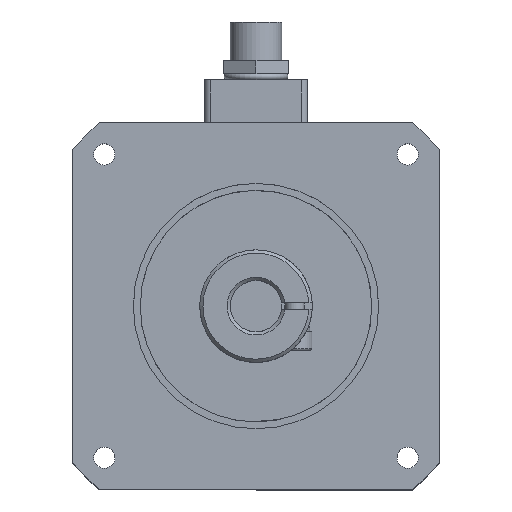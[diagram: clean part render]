
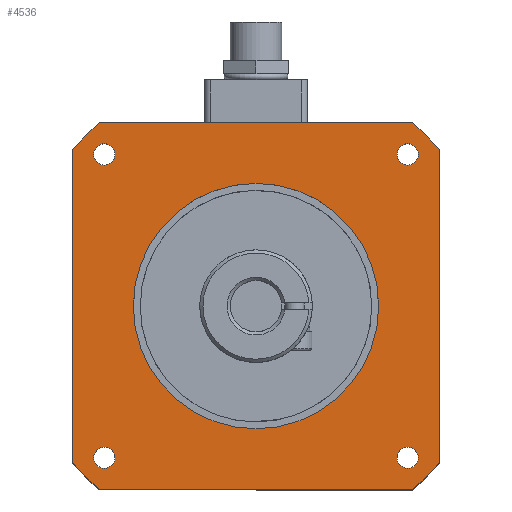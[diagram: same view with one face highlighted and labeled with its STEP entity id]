
A CAD part, top view. The second image highlights one B-rep face of the part: STEP entity #4536.
In plain terms, the highlighted planar face has unit normal (0, 0, 1).
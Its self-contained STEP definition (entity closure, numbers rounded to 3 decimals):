
#158=PLANE('',#5029);
#237=FACE_BOUND('',#753,.T.);
#238=FACE_BOUND('',#754,.T.);
#239=FACE_BOUND('',#755,.T.);
#240=FACE_BOUND('',#756,.T.);
#241=FACE_BOUND('',#757,.T.);
#459=FACE_OUTER_BOUND('',#752,.T.);
#752=EDGE_LOOP('',(#3881,#3882,#3883,#3884,#3885,#3886,#3887,#3888));
#753=EDGE_LOOP('',(#3889,#3890));
#754=EDGE_LOOP('',(#3891,#3892));
#755=EDGE_LOOP('',(#3893,#3894));
#756=EDGE_LOOP('',(#3895,#3896));
#757=EDGE_LOOP('',(#3897,#3898));
#1047=CIRCLE('',#5005,37.5);
#1049=CIRCLE('',#5009,37.5);
#1051=CIRCLE('',#5013,37.5);
#1053=CIRCLE('',#5017,37.5);
#1064=CIRCLE('',#5030,19.075);
#1065=CIRCLE('',#5031,19.075);
#1066=CIRCLE('',#5032,1.65);
#1067=CIRCLE('',#5033,1.65);
#1068=CIRCLE('',#5034,1.65);
#1069=CIRCLE('',#5035,1.65);
#1070=CIRCLE('',#5036,1.65);
#1071=CIRCLE('',#5037,1.65);
#1072=CIRCLE('',#5038,1.65);
#1073=CIRCLE('',#5039,1.65);
#1412=LINE('',#7668,#1753);
#1416=LINE('',#7680,#1757);
#1420=LINE('',#7692,#1761);
#1424=LINE('',#7704,#1765);
#1753=VECTOR('',#6212,1000.);
#1757=VECTOR('',#6224,1000.);
#1761=VECTOR('',#6236,1000.);
#1765=VECTOR('',#6248,1000.);
#2175=VERTEX_POINT('',#7665);
#2176=VERTEX_POINT('',#7667);
#2178=VERTEX_POINT('',#7673);
#2180=VERTEX_POINT('',#7679);
#2182=VERTEX_POINT('',#7685);
#2184=VERTEX_POINT('',#7691);
#2186=VERTEX_POINT('',#7697);
#2188=VERTEX_POINT('',#7703);
#2199=VERTEX_POINT('',#7731);
#2200=VERTEX_POINT('',#7732);
#2201=VERTEX_POINT('',#7735);
#2202=VERTEX_POINT('',#7736);
#2203=VERTEX_POINT('',#7739);
#2204=VERTEX_POINT('',#7740);
#2205=VERTEX_POINT('',#7743);
#2206=VERTEX_POINT('',#7744);
#2207=VERTEX_POINT('',#7747);
#2208=VERTEX_POINT('',#7748);
#2771=EDGE_CURVE('',#2176,#2175,#1412,.T.);
#2774=EDGE_CURVE('',#2178,#2176,#1047,.T.);
#2777=EDGE_CURVE('',#2180,#2178,#1416,.T.);
#2780=EDGE_CURVE('',#2182,#2180,#1049,.T.);
#2783=EDGE_CURVE('',#2184,#2182,#1420,.T.);
#2786=EDGE_CURVE('',#2186,#2184,#1051,.T.);
#2789=EDGE_CURVE('',#2188,#2186,#1424,.T.);
#2792=EDGE_CURVE('',#2175,#2188,#1053,.T.);
#2803=EDGE_CURVE('',#2199,#2200,#1064,.T.);
#2804=EDGE_CURVE('',#2200,#2199,#1065,.T.);
#2805=EDGE_CURVE('',#2201,#2202,#1066,.T.);
#2806=EDGE_CURVE('',#2202,#2201,#1067,.T.);
#2807=EDGE_CURVE('',#2203,#2204,#1068,.T.);
#2808=EDGE_CURVE('',#2204,#2203,#1069,.T.);
#2809=EDGE_CURVE('',#2205,#2206,#1070,.T.);
#2810=EDGE_CURVE('',#2206,#2205,#1071,.T.);
#2811=EDGE_CURVE('',#2207,#2208,#1072,.T.);
#2812=EDGE_CURVE('',#2208,#2207,#1073,.T.);
#3881=ORIENTED_EDGE('',*,*,#2792,.T.);
#3882=ORIENTED_EDGE('',*,*,#2789,.T.);
#3883=ORIENTED_EDGE('',*,*,#2786,.T.);
#3884=ORIENTED_EDGE('',*,*,#2783,.T.);
#3885=ORIENTED_EDGE('',*,*,#2780,.T.);
#3886=ORIENTED_EDGE('',*,*,#2777,.T.);
#3887=ORIENTED_EDGE('',*,*,#2774,.T.);
#3888=ORIENTED_EDGE('',*,*,#2771,.T.);
#3889=ORIENTED_EDGE('',*,*,#2803,.F.);
#3890=ORIENTED_EDGE('',*,*,#2804,.F.);
#3891=ORIENTED_EDGE('',*,*,#2805,.F.);
#3892=ORIENTED_EDGE('',*,*,#2806,.F.);
#3893=ORIENTED_EDGE('',*,*,#2807,.F.);
#3894=ORIENTED_EDGE('',*,*,#2808,.F.);
#3895=ORIENTED_EDGE('',*,*,#2809,.F.);
#3896=ORIENTED_EDGE('',*,*,#2810,.F.);
#3897=ORIENTED_EDGE('',*,*,#2811,.F.);
#3898=ORIENTED_EDGE('',*,*,#2812,.F.);
#4536=ADVANCED_FACE('',(#459,#237,#238,#239,#240,#241),#158,.T.);
#5005=AXIS2_PLACEMENT_3D('',#7674,#6218,#6219);
#5009=AXIS2_PLACEMENT_3D('',#7686,#6230,#6231);
#5013=AXIS2_PLACEMENT_3D('',#7698,#6242,#6243);
#5017=AXIS2_PLACEMENT_3D('',#7708,#6254,#6255);
#5029=AXIS2_PLACEMENT_3D('',#7730,#6278,#6279);
#5030=AXIS2_PLACEMENT_3D('',#7733,#6280,#6281);
#5031=AXIS2_PLACEMENT_3D('',#7734,#6282,#6283);
#5032=AXIS2_PLACEMENT_3D('',#7737,#6284,#6285);
#5033=AXIS2_PLACEMENT_3D('',#7738,#6286,#6287);
#5034=AXIS2_PLACEMENT_3D('',#7741,#6288,#6289);
#5035=AXIS2_PLACEMENT_3D('',#7742,#6290,#6291);
#5036=AXIS2_PLACEMENT_3D('',#7745,#6292,#6293);
#5037=AXIS2_PLACEMENT_3D('',#7746,#6294,#6295);
#5038=AXIS2_PLACEMENT_3D('',#7749,#6296,#6297);
#5039=AXIS2_PLACEMENT_3D('',#7750,#6298,#6299);
#6212=DIRECTION('',(0.,-1.,0.));
#6218=DIRECTION('center_axis',(0.,0.,
1.));
#6219=DIRECTION('ref_axis',(-1.,0.,0.));
#6224=DIRECTION('',(-1.,0.,0.));
#6230=DIRECTION('center_axis',(0.,0.,
1.));
#6231=DIRECTION('ref_axis',(-1.,0.,0.));
#6236=DIRECTION('',(0.,1.,0.));
#6242=DIRECTION('center_axis',(0.,0.,
1.));
#6243=DIRECTION('ref_axis',(-1.,0.,0.));
#6248=DIRECTION('',(1.,0.,0.));
#6254=DIRECTION('center_axis',(0.,0.,
1.));
#6255=DIRECTION('ref_axis',(-1.,0.,0.));
#6278=DIRECTION('center_axis',(0.,0.,
1.));
#6279=DIRECTION('ref_axis',(-1.,0.,0.));
#6280=DIRECTION('center_axis',(0.,0.,
1.));
#6281=DIRECTION('ref_axis',(-1.,0.,0.));
#6282=DIRECTION('center_axis',(0.,0.,
1.));
#6283=DIRECTION('ref_axis',(-1.,0.,0.));
#6284=DIRECTION('center_axis',(0.,0.,
1.));
#6285=DIRECTION('ref_axis',(0.,-1.,0.));
#6286=DIRECTION('center_axis',(0.,0.,
1.));
#6287=DIRECTION('ref_axis',(0.,-1.,0.));
#6288=DIRECTION('center_axis',(0.,0.,
1.));
#6289=DIRECTION('ref_axis',(1.,0.,0.));
#6290=DIRECTION('center_axis',(0.,0.,
1.));
#6291=DIRECTION('ref_axis',(1.,0.,0.));
#6292=DIRECTION('center_axis',(0.,0.,
1.));
#6293=DIRECTION('ref_axis',(0.,1.,0.));
#6294=DIRECTION('center_axis',(0.,0.,
1.));
#6295=DIRECTION('ref_axis',(0.,1.,0.));
#6296=DIRECTION('center_axis',(0.,0.,
1.));
#6297=DIRECTION('ref_axis',(-1.,0.,0.));
#6298=DIRECTION('center_axis',(0.,0.,
1.));
#6299=DIRECTION('ref_axis',(-1.,0.,0.));
#7665=CARTESIAN_POINT('',(11.897,11.632,94.989));
#7667=CARTESIAN_POINT('',(11.897,60.376,94.989));
#7668=CARTESIAN_POINT('',(11.897,11.632,94.989));
#7673=CARTESIAN_POINT('',(16.024,64.504,94.989));
#7674=CARTESIAN_POINT('Origin',(40.397,36.004,94.989));
#7679=CARTESIAN_POINT('',(64.769,64.504,94.989));
#7680=CARTESIAN_POINT('',(64.769,64.504,94.989));
#7685=CARTESIAN_POINT('',(68.897,60.376,94.989));
#7686=CARTESIAN_POINT('Origin',(40.397,36.004,94.989));
#7691=CARTESIAN_POINT('',(68.897,11.632,94.989));
#7692=CARTESIAN_POINT('',(68.897,11.632,94.989));
#7697=CARTESIAN_POINT('',(64.769,7.504,94.989));
#7698=CARTESIAN_POINT('Origin',(40.397,36.004,94.989));
#7703=CARTESIAN_POINT('',(16.024,7.504,94.989));
#7704=CARTESIAN_POINT('',(64.769,7.504,94.989));
#7708=CARTESIAN_POINT('Origin',(40.397,36.004,94.989));
#7730=CARTESIAN_POINT('Origin',(40.397,36.004,94.989));
#7731=CARTESIAN_POINT('',(21.322,36.004,94.989));
#7732=CARTESIAN_POINT('',(59.472,36.004,94.989));
#7733=CARTESIAN_POINT('Origin',(40.397,36.004,94.989));
#7734=CARTESIAN_POINT('Origin',(40.397,36.004,94.989));
#7735=CARTESIAN_POINT('',(63.979,10.772,94.989));
#7736=CARTESIAN_POINT('',(63.979,14.072,94.989));
#7737=CARTESIAN_POINT('Origin',(63.979,12.422,94.989));
#7738=CARTESIAN_POINT('Origin',(63.979,12.422,94.989));
#7739=CARTESIAN_POINT('',(65.629,59.586,94.989));
#7740=CARTESIAN_POINT('',(62.329,59.586,94.989));
#7741=CARTESIAN_POINT('Origin',(63.979,59.586,94.989));
#7742=CARTESIAN_POINT('Origin',(63.979,59.586,94.989));
#7743=CARTESIAN_POINT('',(16.815,61.236,94.989));
#7744=CARTESIAN_POINT('',(16.815,57.936,94.989));
#7745=CARTESIAN_POINT('Origin',(16.815,59.586,94.989));
#7746=CARTESIAN_POINT('Origin',(16.815,59.586,94.989));
#7747=CARTESIAN_POINT('',(15.165,12.422,94.989));
#7748=CARTESIAN_POINT('',(18.465,12.422,94.989));
#7749=CARTESIAN_POINT('Origin',(16.815,12.422,94.989));
#7750=CARTESIAN_POINT('Origin',(16.815,12.422,94.989));
